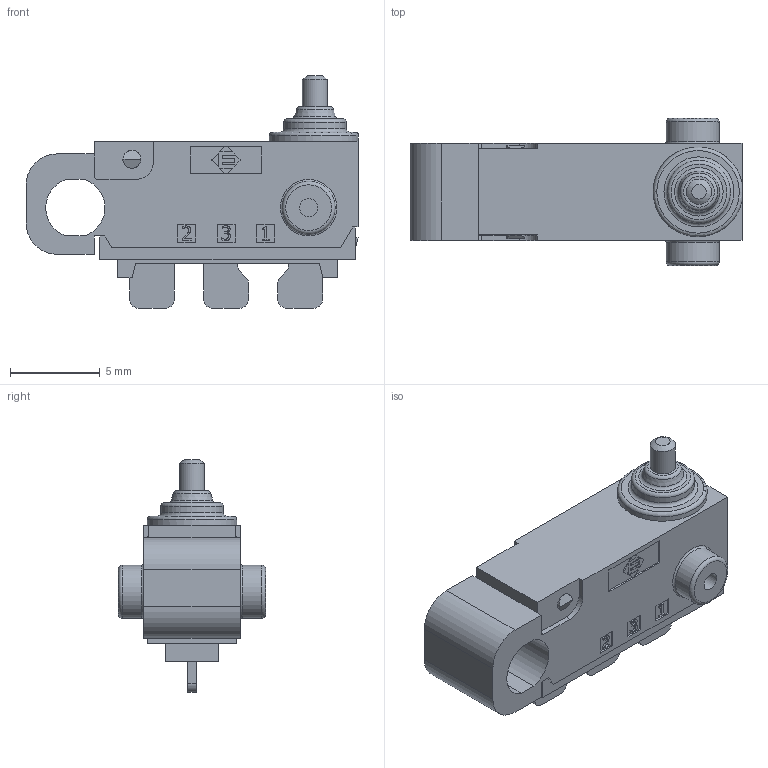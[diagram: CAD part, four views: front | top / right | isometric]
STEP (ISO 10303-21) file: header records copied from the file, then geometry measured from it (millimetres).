
FILE_DESCRIPTION(/* description */ (''),/* implementation_level */ '2;1');
FILE_NAME(/* name */ 'WS1085xx00F130SA.stp',/* time_stamp */ '2022-07-12T11:24:32-05:00',/* author */ ('mroman'),/* organization */ (''),/* preprocessor_version */ 'ST-DEVELOPER v18.1',/* originating_system */ 'Autodesk Inventor 2020',/* authorisation */ '');
FILE_SCHEMA (('AUTOMOTIVE_DESIGN { 1 0 10303 214 3 1 1 }'));
Length unit declared in the file: millimetre
Products named in the file (1): WS1085xx00F130SA
Bounding box: 18.5 x 8.2 x 12.95 mm (x, y, z)
Volume: 627.4 mm3; surface area: 687.9 mm2
Topology: 1 solids, 1 shells, 238 faces, 640 edges, 426 vertices
Faces by surface type: plane 160, cylinder 35, bspline 31, torus 9, cone 2, sphere 1
Full cylindrical faces by diameter (mm): 1 x2, 1.4 x1, 2.95 x2, 3.5 x1
Entity records: 7651 total; most frequent: CARTESIAN_POINT 1729, ORIENTED_EDGE 1280, DIRECTION 1106, EDGE_CURVE 640, LINE 464, VECTOR 464, VERTEX_POINT 426, AXIS2_PLACEMENT_3D 321
